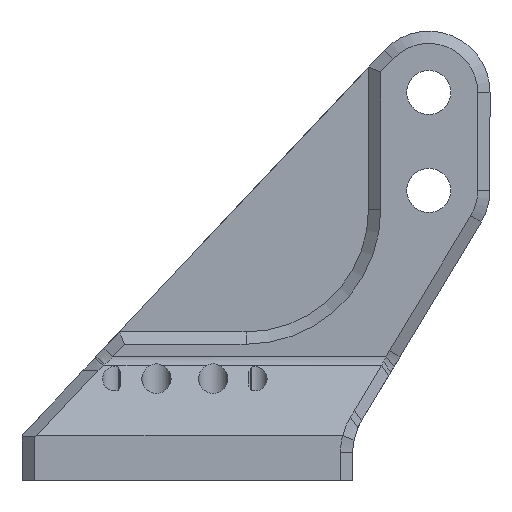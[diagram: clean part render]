
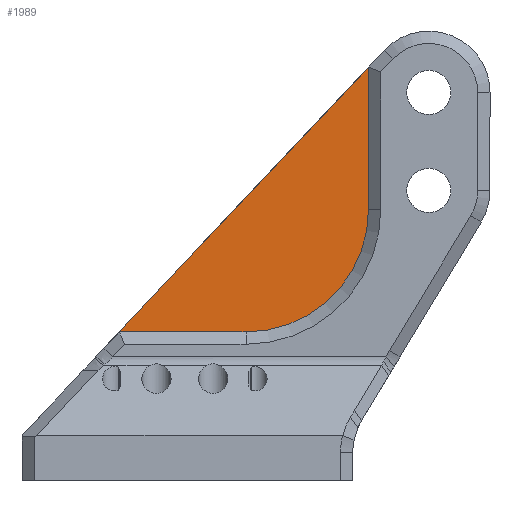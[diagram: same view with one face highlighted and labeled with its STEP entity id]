
A CAD part, left-side view. The second image highlights one B-rep face of the part: STEP entity #1989.
In plain terms, the highlighted planar face has unit normal (-1, 0, 0).
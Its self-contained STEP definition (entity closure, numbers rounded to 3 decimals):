
#93=CIRCLE('',#2116,10.);
#217=FACE_OUTER_BOUND('',#335,.T.);
#335=EDGE_LOOP('',(#1563,#1564,#1565,#1566));
#419=LINE('',#2844,#617);
#509=LINE('',#3310,#707);
#510=LINE('',#3312,#708);
#617=VECTOR('',#2241,10.);
#707=VECTOR('',#2455,10.);
#708=VECTOR('',#2458,10.);
#814=VERTEX_POINT('',#2841);
#815=VERTEX_POINT('',#2843);
#907=VERTEX_POINT('',#3304);
#908=VERTEX_POINT('',#3306);
#1007=EDGE_CURVE('',#814,#815,#419,.T.);
#1143=EDGE_CURVE('',#908,#907,#93,.T.);
#1145=EDGE_CURVE('',#815,#907,#509,.T.);
#1146=EDGE_CURVE('',#908,#814,#510,.T.);
#1563=ORIENTED_EDGE('',*,*,#1143,.T.);
#1564=ORIENTED_EDGE('',*,*,#1145,.F.);
#1565=ORIENTED_EDGE('',*,*,#1007,.F.);
#1566=ORIENTED_EDGE('',*,*,#1146,.F.);
#1899=PLANE('',#2119);
#1989=ADVANCED_FACE('',(#217),#1899,.F.);
#2116=AXIS2_PLACEMENT_3D('',#3307,#2450,#2451);
#2119=AXIS2_PLACEMENT_3D('',#3313,#2459,#2460);
#2241=DIRECTION('',(0.,-0.685,0.728));
#2450=DIRECTION('center_axis',(-1.,0.,0.));
#2451=DIRECTION('ref_axis',(0.,-0.707,-0.707));
#2455=DIRECTION('',(0.,0.,-1.));
#2458=DIRECTION('',(0.,1.,0.));
#2459=DIRECTION('center_axis',(1.,0.,0.));
#2460=DIRECTION('ref_axis',(0.,0.,-1.));
#2841=CARTESIAN_POINT('',(2.,25.254,-19.552));
#2843=CARTESIAN_POINT('',(2.,4.915,2.073));
#2844=CARTESIAN_POINT('',(2.,24.142,-18.37));
#3304=CARTESIAN_POINT('',(2.,4.915,-9.552));
#3306=CARTESIAN_POINT('',(2.,14.915,-19.552));
#3307=CARTESIAN_POINT('Origin',(2.,14.915,-9.552));
#3310=CARTESIAN_POINT('',(2.,4.915,11.426));
#3312=CARTESIAN_POINT('',(2.,4.915,-19.552));
#3313=CARTESIAN_POINT('Origin',(2.,15.084,-8.739));
